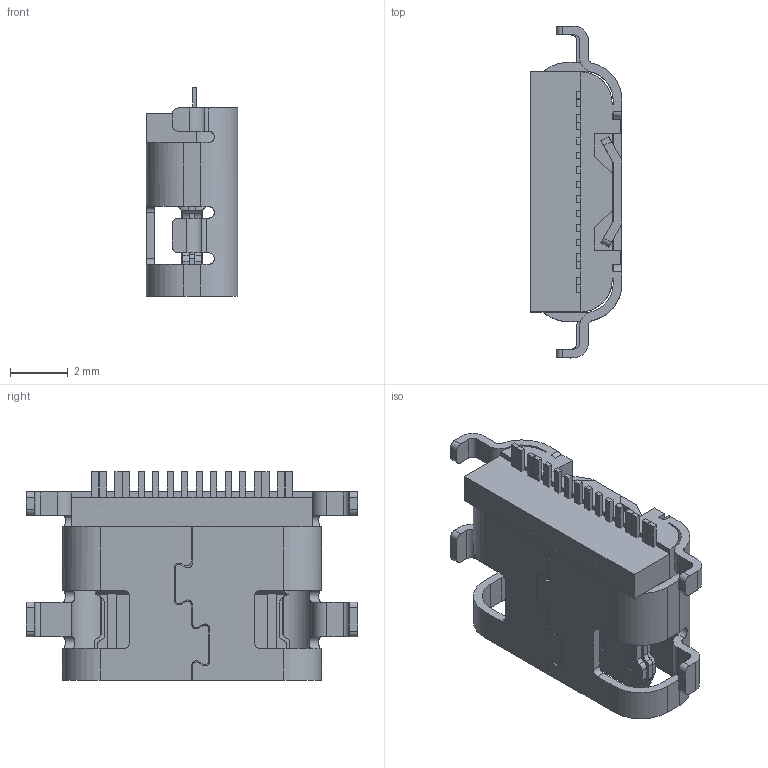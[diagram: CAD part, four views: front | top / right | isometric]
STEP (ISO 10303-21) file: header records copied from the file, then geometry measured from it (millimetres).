
FILE_DESCRIPTION (( 'STEP AP203' ), '1' );
FILE_NAME ('HYS-TYPE-C16PIN³Á°å1.6.STEP', '2024-07-24T08:49:23', ( '' ), ( '' ), 'SwSTEP 2.0', 'SolidWorks 2021', '' );
FILE_SCHEMA (( 'CONFIG_CONTROL_DESIGN' ));
Length unit declared in the file: millimetre
Products named in the file (1): HYS-TYPE-C16PIN麥啣1.6
Bounding box: 3.17 x 11.45 x 7.2 mm (x, y, z)
Volume: 95.3 mm3; surface area: 437.2 mm2
Topology: 1 solids, 21 shells, 783 faces, 2248 edges, 1485 vertices
Faces by surface type: plane 556, cylinder 203, bspline 16, cone 8
Entity records: 26422 total; most frequent: CARTESIAN_POINT 5887, ORIENTED_EDGE 4496, DIRECTION 3976, EDGE_CURVE 2248, LINE 1682, VECTOR 1682, VERTEX_POINT 1485, AXIS2_PLACEMENT_3D 1147
